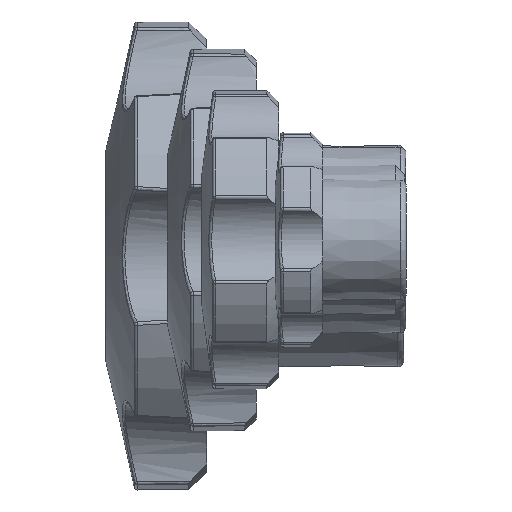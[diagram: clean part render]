
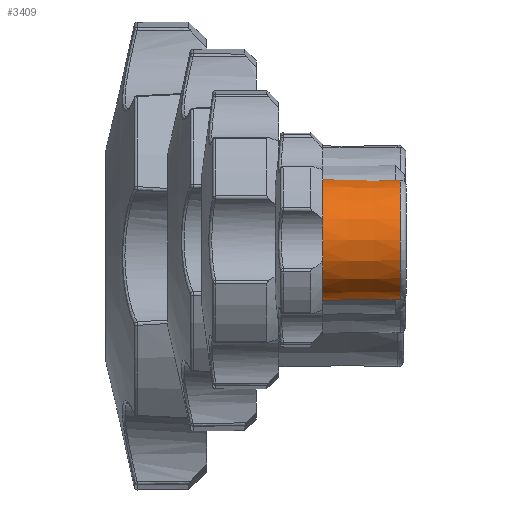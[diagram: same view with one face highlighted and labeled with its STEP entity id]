
A CAD part, left-side view. The second image highlights one B-rep face of the part: STEP entity #3409.
In plain terms, the highlighted conical face has half-angle 0.818 degrees and reference radius 10.2 mm.
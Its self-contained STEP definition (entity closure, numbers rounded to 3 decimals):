
#505=CONICAL_SURFACE('',#3675,10.2,0.818);
#560=FACE_BOUND('',#855,.T.);
#594=FACE_OUTER_BOUND('',#854,.T.);
#854=EDGE_LOOP('',(#2304));
#855=EDGE_LOOP('',(#2305));
#1143=CIRCLE('',#3672,10.014);
#1145=CIRCLE('',#3676,10.2);
#1441=VERTEX_POINT('',#5236);
#1443=VERTEX_POINT('',#5242);
#1763=EDGE_CURVE('',#1441,#1441,#1143,.T.);
#1765=EDGE_CURVE('',#1443,#1443,#1145,.T.);
#2304=ORIENTED_EDGE('',*,*,#1765,.F.);
#2305=ORIENTED_EDGE('',*,*,#1763,.F.);
#3409=ADVANCED_FACE('',(#594,#560),#505,.T.);
#3672=AXIS2_PLACEMENT_3D('',#5237,#4180,#4181);
#3675=AXIS2_PLACEMENT_3D('',#5241,#4186,#4187);
#3676=AXIS2_PLACEMENT_3D('',#5243,#4188,#4189);
#4180=DIRECTION('center_axis',(0.,-1.,0.));
#4181=DIRECTION('ref_axis',(1.,0.,0.));
#4186=DIRECTION('center_axis',(0.,1.,0.));
#4187=DIRECTION('ref_axis',(-1.,0.,0.));
#4188=DIRECTION('center_axis',(0.,1.,0.));
#4189=DIRECTION('ref_axis',(-1.,0.,0.));
#5236=CARTESIAN_POINT('',(-10.014,-13.014,0.));
#5237=CARTESIAN_POINT('Origin',(0.,-13.014,0.));
#5241=CARTESIAN_POINT('Origin',(0.,0.,0.));
#5242=CARTESIAN_POINT('',(-10.2,0.,0.));
#5243=CARTESIAN_POINT('Origin',(0.,0.,0.));
